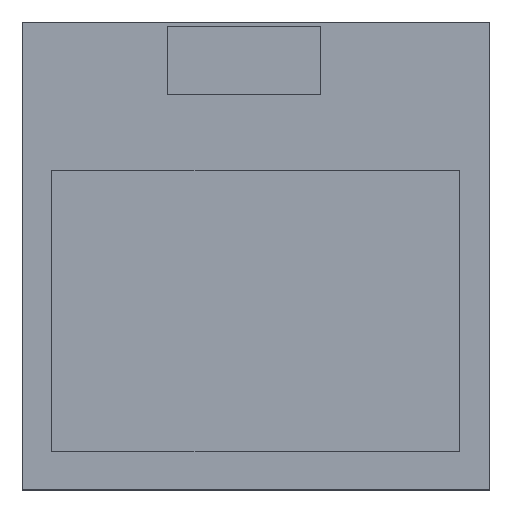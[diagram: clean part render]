
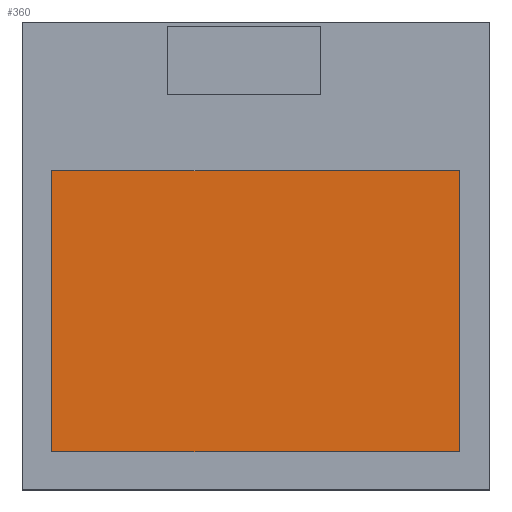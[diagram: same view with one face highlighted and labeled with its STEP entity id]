
A CAD part, top view. The second image highlights one B-rep face of the part: STEP entity #360.
In plain terms, the highlighted planar face has unit normal (0, 0, 1).
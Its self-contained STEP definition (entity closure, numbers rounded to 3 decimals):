
#231 = VERTEX_POINT('',#232);
#232 = CARTESIAN_POINT('',(0.7,7.5,2.2));
#238 = EDGE_CURVE('',#231,#239,#241,.T.);
#239 = VERTEX_POINT('',#240);
#240 = CARTESIAN_POINT('',(10.28,7.5,2.2));
#241 = LINE('',#242,#243);
#242 = CARTESIAN_POINT('',(0.7,7.5,2.2));
#243 = VECTOR('',#244,1.);
#244 = DIRECTION('',(1.,0.,0.));
#269 = EDGE_CURVE('',#239,#270,#272,.T.);
#270 = VERTEX_POINT('',#271);
#271 = CARTESIAN_POINT('',(10.28,0.9,2.2));
#272 = LINE('',#273,#274);
#273 = CARTESIAN_POINT('',(10.28,7.5,2.2));
#274 = VECTOR('',#275,1.);
#275 = DIRECTION('',(0.,-1.,0.));
#300 = EDGE_CURVE('',#270,#301,#303,.T.);
#301 = VERTEX_POINT('',#302);
#302 = CARTESIAN_POINT('',(0.7,0.9,2.2));
#303 = LINE('',#304,#305);
#304 = CARTESIAN_POINT('',(10.28,0.9,2.2));
#305 = VECTOR('',#306,1.);
#306 = DIRECTION('',(-1.,0.,0.));
#331 = EDGE_CURVE('',#301,#231,#332,.T.);
#332 = LINE('',#333,#334);
#333 = CARTESIAN_POINT('',(0.7,0.9,2.2));
#334 = VECTOR('',#335,1.);
#335 = DIRECTION('',(0.,1.,0.));
#360 = ADVANCED_FACE('',(#361),#367,.T.);
#361 = FACE_BOUND('',#362,.F.);
#362 = EDGE_LOOP('',(#363,#364,#365,#366));
#363 = ORIENTED_EDGE('',*,*,#238,.T.);
#364 = ORIENTED_EDGE('',*,*,#269,.T.);
#365 = ORIENTED_EDGE('',*,*,#300,.T.);
#366 = ORIENTED_EDGE('',*,*,#331,.T.);
#367 = PLANE('',#368);
#368 = AXIS2_PLACEMENT_3D('',#369,#370,#371);
#369 = CARTESIAN_POINT('',(5.49,4.2,2.2));
#370 = DIRECTION('',(0.,0.,1.));
#371 = DIRECTION('',(0.,1.,0.));
